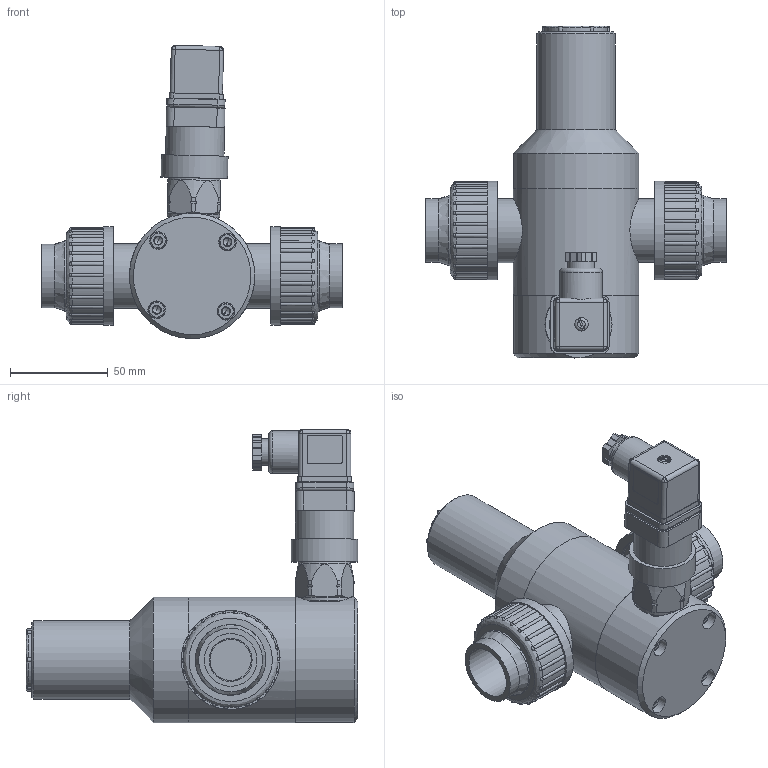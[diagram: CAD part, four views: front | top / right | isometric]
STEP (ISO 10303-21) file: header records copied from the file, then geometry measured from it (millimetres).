
FILE_DESCRIPTION (( 'STEP AP214' ), '1' );
FILE_NAME ('25-1162-0X-DIN.step', '2019-11-05T09:15:42', ( '' ), ( '' ), 'SwSTEP 2.0', 'SolidWorks 2020', '' );
FILE_SCHEMA (( 'AUTOMOTIVE_DESIGN' ));
Length unit declared in the file: millimetre
Products named in the file (16): 25-1162-0X-DIN; 25mm; Vis inox 304 TC HC 5x30.STEP; 729511107_03; PVC Bonnet all size_25mm PVC-304; NC; small 1; lower housing; 25mm union stub; Small; 25mm switch body PS-05-827 - PVC; 25mm Dust Cap; 729511107_01; DIN NEW - 2; screw; housing top
Assembly tree (21 placements, depth 3):
  25-1162-0X-DIN
    PVC Bonnet all size_25mm PVC-304
    25mm union stub  x2
    729511107_01  x2
    729511107_03  x2
    25mm Dust Cap
    25mm
    Vis inox 304 TC HC 5x30.STEP  x4
    25mm switch body PS-05-827 - PVC
    DIN NEW - 2
      housing top
      lower housing
      NC
      Small
      small 1
      screw
Bounding box: 153.62 x 169.4 x 149.68 mm (x, y, z)
Volume: 563060.8 mm3; surface area: 132777.4 mm2
Topology: 20 solids, 20 shells, 661 faces, 1710 edges, 1096 vertices
Faces by surface type: cylinder 244, plane 215, cone 75, bspline 74, torus 53
Full cylindrical faces by diameter (mm): 5.2 x1, 6.9 x2, 9 x4, 10 x1, 10.5 x1, 13.6 x1, 13.86 x1, 15.2 x1, 15.4 x1, 21 x2, 21.8 x1, 22 x2, 26.3 x2, 26.9 x3, 29.8 x1, 32.5 x1, 32.6 x2, 32.8 x4, 34 x1, 34.3 x2, 36 x2, 36.1 x2, 38 x1, 38.8 x2, 38.85 x2, 40 x1, 41.072 x2, 41.91 x2, 45 x1, 50.5 x2
Entity records: 20293 total; most frequent: CARTESIAN_POINT 9611, DIRECTION 1980, ORIENTED_EDGE 1968, EDGE_CURVE 984, AXIS2_PLACEMENT_3D 805, VERTEX_POINT 673, EDGE_LOOP 541, FACE_OUTER_BOUND 487
